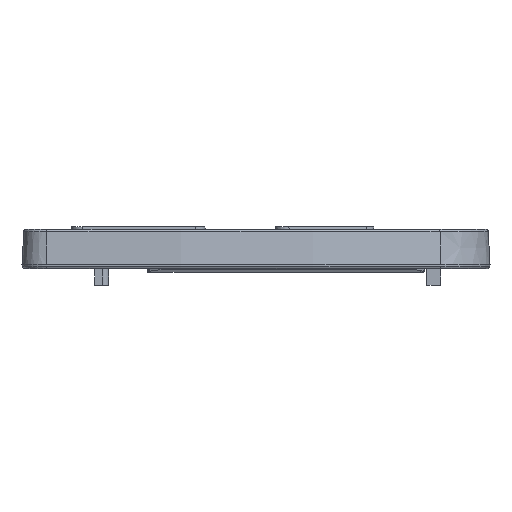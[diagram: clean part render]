
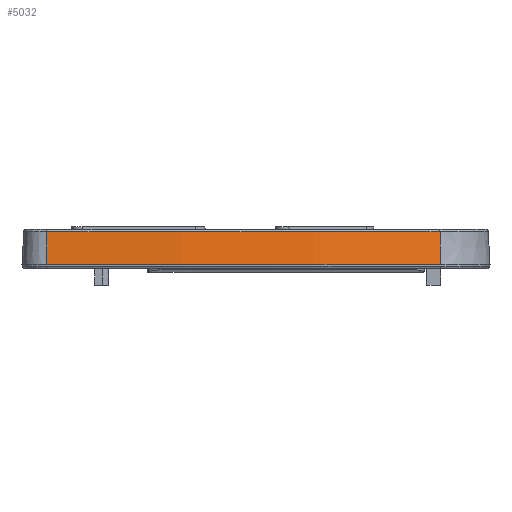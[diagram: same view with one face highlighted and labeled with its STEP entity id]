
A CAD part, left-side view. The second image highlights one B-rep face of the part: STEP entity #5032.
In plain terms, the highlighted conical face has half-angle 3 degrees and reference radius 81.621 mm.
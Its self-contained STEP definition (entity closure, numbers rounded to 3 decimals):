
#129=CONICAL_SURFACE('',#5565,81.621,0.052);
#600=FACE_OUTER_BOUND('',#888,.T.);
#888=EDGE_LOOP('',(#4709,#4710,#4711,#4712));
#1342=LINE('',#8745,#1796);
#1344=LINE('',#8751,#1798);
#1796=VECTOR('',#7030,10.);
#1798=VECTOR('',#7038,10.);
#2013=CIRCLE('',#5479,81.555);
#2035=CIRCLE('',#5564,81.7);
#2472=VERTEX_POINT('',#8539);
#2474=VERTEX_POINT('',#8545);
#2508=VERTEX_POINT('',#8741);
#2509=VERTEX_POINT('',#8747);
#3151=EDGE_CURVE('',#2474,#2472,#2013,.T.);
#3244=EDGE_CURVE('',#2508,#2472,#1342,.T.);
#3245=EDGE_CURVE('',#2509,#2508,#2035,.T.);
#3247=EDGE_CURVE('',#2509,#2474,#1344,.T.);
#4709=ORIENTED_EDGE('',*,*,#3151,.F.);
#4710=ORIENTED_EDGE('',*,*,#3247,.F.);
#4711=ORIENTED_EDGE('',*,*,#3245,.T.);
#4712=ORIENTED_EDGE('',*,*,#3244,.T.);
#5032=ADVANCED_FACE('',(#600),#129,.T.);
#5479=AXIS2_PLACEMENT_3D('',#8547,#6798,#6799);
#5564=AXIS2_PLACEMENT_3D('',#8748,#7033,#7034);
#5565=AXIS2_PLACEMENT_3D('',#8750,#7036,#7037);
#6798=DIRECTION('center_axis',(0.,0.,
1.));
#6799=DIRECTION('ref_axis',(-0.986,-0.168,0.));
#7030=DIRECTION('',(0.049,0.019,0.999));
#7033=DIRECTION('center_axis',(0.,0.,1.));
#7034=DIRECTION('ref_axis',(-0.999,0.042,0.));
#7036=DIRECTION('center_axis',(0.,0.,-1.));
#7037=DIRECTION('ref_axis',(-0.999,0.042,0.));
#7038=DIRECTION('',(0.052,-0.002,0.999));
#8539=CARTESIAN_POINT('',(-86.586,-12.83,1.463));
#8545=CARTESIAN_POINT('',(-92.325,20.785,1.463));
#8547=CARTESIAN_POINT('Origin',(-10.84,17.4,1.463));
#8741=CARTESIAN_POINT('',(-86.72,-12.883,-1.3));
#8745=CARTESIAN_POINT('',(-86.574,-12.825,1.7));
#8747=CARTESIAN_POINT('',(-92.47,20.791,-1.3));
#8748=CARTESIAN_POINT('Origin',(-10.84,17.4,-1.3));
#8750=CARTESIAN_POINT('Origin',(-10.84,17.4,0.2));
#8751=CARTESIAN_POINT('',(-92.313,20.785,1.7));
